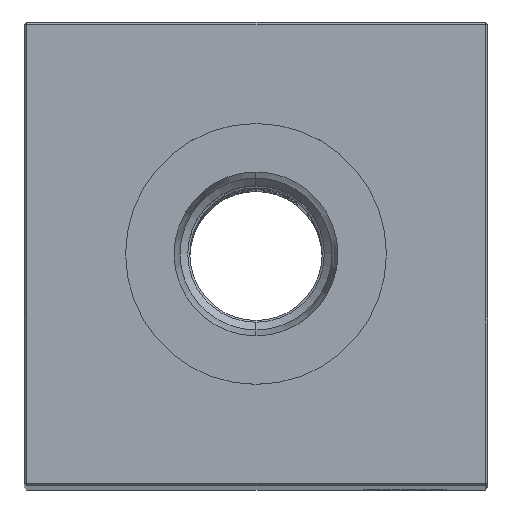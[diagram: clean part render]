
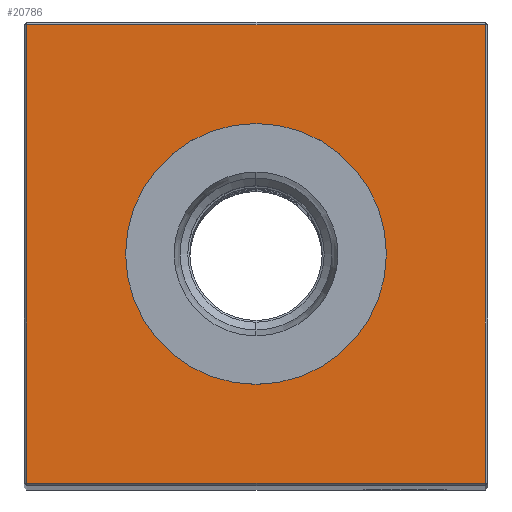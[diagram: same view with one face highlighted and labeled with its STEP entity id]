
A CAD part, top view. The second image highlights one B-rep face of the part: STEP entity #20786.
In plain terms, the highlighted planar face has unit normal (0, 0, 1).
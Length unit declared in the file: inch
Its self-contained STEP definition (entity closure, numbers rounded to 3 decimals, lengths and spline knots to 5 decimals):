
#516 = CARTESIAN_POINT ( 'NONE',  ( 0., 0.865, 9. ) ) ;
#1068 = VERTEX_POINT ( 'NONE', #13942 ) ;
#1540 = ORIENTED_EDGE ( 'NONE', *, *, #26918, .T. ) ;
#3159 = AXIS2_PLACEMENT_3D ( 'NONE', #21164, #14710, #15140 ) ;
#3213 = VERTEX_POINT ( 'NONE', #25567 ) ;
#3489 = VECTOR ( 'NONE', #12896, 39.37008 ) ;
#3586 = VERTEX_POINT ( 'NONE', #25769 ) ;
#3653 = PLANE ( 'NONE',  #4357 ) ;
#3823 = CARTESIAN_POINT ( 'NONE',  ( 0., -0.865, 9. ) ) ;
#3828 = AXIS2_PLACEMENT_3D ( 'NONE', #5279, #13856, #27169 ) ;
#4015 = VECTOR ( 'NONE', #27444, 39.37008 ) ;
#4284 = DIRECTION ( 'NONE',  ( 0., 1., 0. ) ) ;
#4357 = AXIS2_PLACEMENT_3D ( 'NONE', #16519, #22963, #25265 ) ;
#4447 = ORIENTED_EDGE ( 'NONE', *, *, #10870, .T. ) ;
#4487 = ORIENTED_EDGE ( 'NONE', *, *, #7964, .T. ) ;
#5279 = CARTESIAN_POINT ( 'NONE',  ( 0., 0., 9. ) ) ;
#5432 = ORIENTED_EDGE ( 'NONE', *, *, #26002, .T. ) ;
#5623 = LINE ( 'NONE', #15931, #3489 ) ;
#5985 = EDGE_LOOP ( 'NONE', ( #4447, #10710, #1540, #20723 ) ) ;
#7468 = CIRCLE ( 'NONE', #3828, 0.49213 ) ;
#7964 = EDGE_CURVE ( 'NONE', #27562, #1068, #7468, .T. ) ;
#8277 = EDGE_CURVE ( 'NONE', #3213, #19629, #17842, .T. ) ;
#8599 = VECTOR ( 'NONE', #4284, 39.37008 ) ;
#8713 = CARTESIAN_POINT ( 'NONE',  ( -0.865, -0.865, 9. ) ) ;
#9971 = LINE ( 'NONE', #3823, #4015 ) ;
#10710 = ORIENTED_EDGE ( 'NONE', *, *, #15695, .T. ) ;
#10870 = EDGE_CURVE ( 'NONE', #19629, #12842, #5623, .T. ) ;
#11931 = FACE_BOUND ( 'NONE', #20339, .T. ) ;
#12842 = VERTEX_POINT ( 'NONE', #8713 ) ;
#12896 = DIRECTION ( 'NONE',  ( 0., -1., 0. ) ) ;
#13664 = CIRCLE ( 'NONE', #3159, 0.49213 ) ;
#13691 = VECTOR ( 'NONE', #20120, 39.37008 ) ;
#13856 = DIRECTION ( 'NONE',  ( 0., 0., -1. ) ) ;
#13942 = CARTESIAN_POINT ( 'NONE',  ( 0., -0.49213, 9. ) ) ;
#14710 = DIRECTION ( 'NONE',  ( 0., 0., -1. ) ) ;
#15140 = DIRECTION ( 'NONE',  ( -1., 0., 0. ) ) ;
#15147 = CARTESIAN_POINT ( 'NONE',  ( 0.865, 0., 9. ) ) ;
#15695 = EDGE_CURVE ( 'NONE', #12842, #3586, #9971, .T. ) ;
#15931 = CARTESIAN_POINT ( 'NONE',  ( -0.865, 0., 9. ) ) ;
#16519 = CARTESIAN_POINT ( 'NONE',  ( 0., 0., 9. ) ) ;
#16520 = CARTESIAN_POINT ( 'NONE',  ( 0., 0.49213, 9. ) ) ;
#17842 = LINE ( 'NONE', #516, #13691 ) ;
#19629 = VERTEX_POINT ( 'NONE', #21985 ) ;
#20120 = DIRECTION ( 'NONE',  ( -1., 0., 0. ) ) ;
#20339 = EDGE_LOOP ( 'NONE', ( #4487, #5432 ) ) ;
#20723 = ORIENTED_EDGE ( 'NONE', *, *, #8277, .T. ) ;
#20786 = ADVANCED_FACE ( 'NONE', ( #24982, #11931 ), #3653, .F. ) ;
#21164 = CARTESIAN_POINT ( 'NONE',  ( 0., 0., 9. ) ) ;
#21742 = LINE ( 'NONE', #15147, #8599 ) ;
#21985 = CARTESIAN_POINT ( 'NONE',  ( -0.865, 0.865, 9. ) ) ;
#22963 = DIRECTION ( 'NONE',  ( 0., 0., -1. ) ) ;
#24982 = FACE_OUTER_BOUND ( 'NONE', #5985, .T. ) ;
#25265 = DIRECTION ( 'NONE',  ( -1., 0., 0. ) ) ;
#25567 = CARTESIAN_POINT ( 'NONE',  ( 0.865, 0.865, 9. ) ) ;
#25769 = CARTESIAN_POINT ( 'NONE',  ( 0.865, -0.865, 9. ) ) ;
#26002 = EDGE_CURVE ( 'NONE', #1068, #27562, #13664, .T. ) ;
#26918 = EDGE_CURVE ( 'NONE', #3586, #3213, #21742, .T. ) ;
#27169 = DIRECTION ( 'NONE',  ( -1., 0., 0. ) ) ;
#27444 = DIRECTION ( 'NONE',  ( 1., 0., 0. ) ) ;
#27562 = VERTEX_POINT ( 'NONE', #16520 ) ;
